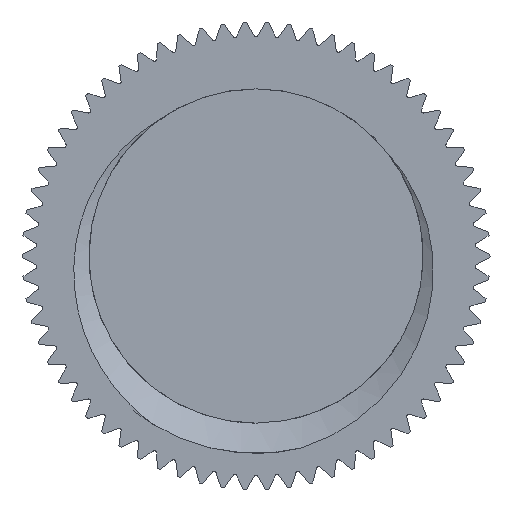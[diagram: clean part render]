
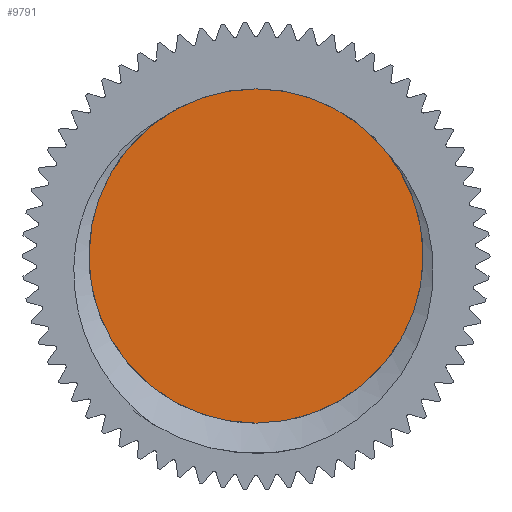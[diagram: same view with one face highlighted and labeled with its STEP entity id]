
A CAD part, front view. The second image highlights one B-rep face of the part: STEP entity #9791.
In plain terms, the highlighted planar face has unit normal (0, -1, 0).
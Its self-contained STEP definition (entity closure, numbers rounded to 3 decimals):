
#1722 = VERTEX_POINT ( 'NONE', #7487 ) ;
#1849 = DIRECTION ( 'NONE',  ( 0., -1., 0. ) ) ;
#1890 = CARTESIAN_POINT ( 'NONE',  ( 0., 9., -7.5 ) ) ;
#1974 = CARTESIAN_POINT ( 'NONE',  ( 0., 9., 0. ) ) ;
#2609 = EDGE_LOOP ( 'NONE', ( #8845, #2737, #11688 ) ) ;
#2678 = DIRECTION ( 'NONE',  ( 0., -1., 0. ) ) ;
#2737 = ORIENTED_EDGE ( 'NONE', *, *, #9879, .T. ) ;
#3032 = CARTESIAN_POINT ( 'NONE',  ( 0., 9., 7.5 ) ) ;
#3243 = EDGE_CURVE ( 'NONE', #5200, #1722, #4519, .T. ) ;
#3581 = DIRECTION ( 'NONE',  ( 0., 0., -1. ) ) ;
#3595 = VERTEX_POINT ( 'NONE', #1890 ) ;
#4519 = CIRCLE ( 'NONE', #12516, 7.5 ) ;
#5200 = VERTEX_POINT ( 'NONE', #3032 ) ;
#7299 = CIRCLE ( 'NONE', #8730, 7.5 ) ;
#7487 = CARTESIAN_POINT ( 'NONE',  ( -7.5, 9., 0. ) ) ;
#8464 = PLANE ( 'NONE',  #11610 ) ;
#8730 = AXIS2_PLACEMENT_3D ( 'NONE', #12708, #1849, #11628 ) ;
#8845 = ORIENTED_EDGE ( 'NONE', *, *, #12483, .T. ) ;
#9083 = AXIS2_PLACEMENT_3D ( 'NONE', #9431, #2678, #12399 ) ;
#9310 = FACE_OUTER_BOUND ( 'NONE', #2609, .T. ) ;
#9431 = CARTESIAN_POINT ( 'NONE',  ( 0., 9., 0. ) ) ;
#9560 = CARTESIAN_POINT ( 'NONE',  ( 0., 9., 0. ) ) ;
#9791 = ADVANCED_FACE ( 'NONE', ( #9310 ), #8464, .T. ) ;
#9879 = EDGE_CURVE ( 'NONE', #3595, #5200, #7299, .T. ) ;
#11141 = CIRCLE ( 'NONE', #9083, 7.5 ) ;
#11546 = DIRECTION ( 'NONE',  ( 0., 0., -1. ) ) ;
#11610 = AXIS2_PLACEMENT_3D ( 'NONE', #9560, #12394, #3581 ) ;
#11617 = DIRECTION ( 'NONE',  ( 0., -1., 0. ) ) ;
#11628 = DIRECTION ( 'NONE',  ( 0., 0., -1. ) ) ;
#11688 = ORIENTED_EDGE ( 'NONE', *, *, #3243, .T. ) ;
#12394 = DIRECTION ( 'NONE',  ( 0., -1., 0. ) ) ;
#12399 = DIRECTION ( 'NONE',  ( 0., 0., -1. ) ) ;
#12483 = EDGE_CURVE ( 'NONE', #1722, #3595, #11141, .T. ) ;
#12516 = AXIS2_PLACEMENT_3D ( 'NONE', #1974, #11617, #11546 ) ;
#12708 = CARTESIAN_POINT ( 'NONE',  ( 0., 9., 0. ) ) ;
